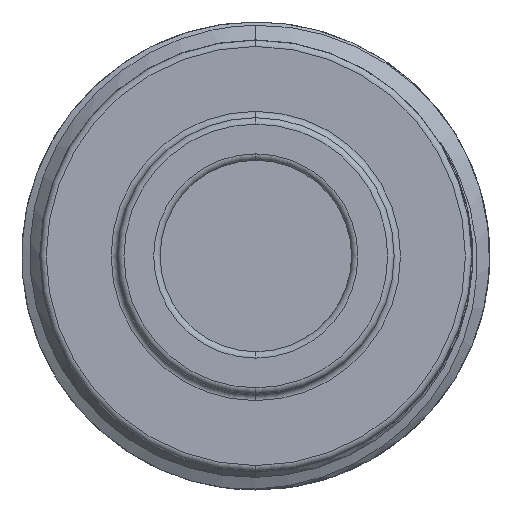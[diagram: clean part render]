
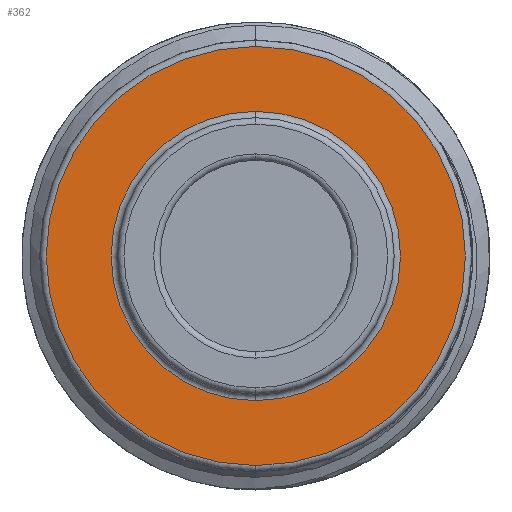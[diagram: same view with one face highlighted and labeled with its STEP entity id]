
A CAD part, front view. The second image highlights one B-rep face of the part: STEP entity #362.
In plain terms, the highlighted planar face has unit normal (0, -1, 0).
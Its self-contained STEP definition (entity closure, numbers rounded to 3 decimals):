
#101 = ORIENTED_EDGE ( 'NONE', *, *, #5637, .T. ) ;
#109 = DIRECTION ( 'NONE',  ( 0., 1., 0. ) ) ;
#277 = FACE_OUTER_BOUND ( 'NONE', #6115, .T. ) ;
#355 = CIRCLE ( 'NONE', #414, 9.85 ) ;
#362 = ADVANCED_FACE ( 'NONE', ( #6174, #277 ), #4099, .T. ) ;
#378 = DIRECTION ( 'NONE',  ( 0., 0., -1. ) ) ;
#414 = AXIS2_PLACEMENT_3D ( 'NONE', #2446, #6317, #3011 ) ;
#430 = VERTEX_POINT ( 'NONE', #6392 ) ;
#775 = DIRECTION ( 'NONE',  ( 0., 0., -1. ) ) ;
#921 = EDGE_CURVE ( 'NONE', #6244, #3006, #355, .T. ) ;
#1241 = CIRCLE ( 'NONE', #2512, 6.8 ) ;
#1354 = VERTEX_POINT ( 'NONE', #2141 ) ;
#1870 = CARTESIAN_POINT ( 'NONE',  ( 0., -32.2, 0. ) ) ;
#2141 = CARTESIAN_POINT ( 'NONE',  ( 0., -32.2, 6.8 ) ) ;
#2245 = ORIENTED_EDGE ( 'NONE', *, *, #4008, .T. ) ;
#2438 = DIRECTION ( 'NONE',  ( 0., 0., -1. ) ) ;
#2446 = CARTESIAN_POINT ( 'NONE',  ( 0., -32.2, 0. ) ) ;
#2500 = ORIENTED_EDGE ( 'NONE', *, *, #921, .T. ) ;
#2512 = AXIS2_PLACEMENT_3D ( 'NONE', #7044, #3740, #378 ) ;
#2828 = AXIS2_PLACEMENT_3D ( 'NONE', #1870, #5765, #2438 ) ;
#3006 = VERTEX_POINT ( 'NONE', #4476 ) ;
#3011 = DIRECTION ( 'NONE',  ( 0., 0., -1. ) ) ;
#3066 = AXIS2_PLACEMENT_3D ( 'NONE', #3445, #109, #4006 ) ;
#3445 = CARTESIAN_POINT ( 'NONE',  ( 0., -32.2, 0. ) ) ;
#3544 = CARTESIAN_POINT ( 'NONE',  ( 0., -32.2, 0. ) ) ;
#3740 = DIRECTION ( 'NONE',  ( 0., 1., 0. ) ) ;
#4006 = DIRECTION ( 'NONE',  ( 0., 0., -1. ) ) ;
#4008 = EDGE_CURVE ( 'NONE', #3006, #6244, #7070, .T. ) ;
#4099 = PLANE ( 'NONE',  #6659 ) ;
#4126 = DIRECTION ( 'NONE',  ( 0., -1., 0. ) ) ;
#4146 = CARTESIAN_POINT ( 'NONE',  ( 0., -32.2, -9.85 ) ) ;
#4242 = EDGE_LOOP ( 'NONE', ( #6624, #101 ) ) ;
#4476 = CARTESIAN_POINT ( 'NONE',  ( 0., -32.2, 9.85 ) ) ;
#4580 = EDGE_CURVE ( 'NONE', #430, #1354, #5691, .T. ) ;
#5637 = EDGE_CURVE ( 'NONE', #1354, #430, #1241, .T. ) ;
#5691 = CIRCLE ( 'NONE', #3066, 6.8 ) ;
#5765 = DIRECTION ( 'NONE',  ( 0., -1., 0. ) ) ;
#6115 = EDGE_LOOP ( 'NONE', ( #2500, #2245 ) ) ;
#6174 = FACE_BOUND ( 'NONE', #4242, .T. ) ;
#6244 = VERTEX_POINT ( 'NONE', #4146 ) ;
#6317 = DIRECTION ( 'NONE',  ( 0., -1., 0. ) ) ;
#6392 = CARTESIAN_POINT ( 'NONE',  ( 0., -32.2, -6.8 ) ) ;
#6624 = ORIENTED_EDGE ( 'NONE', *, *, #4580, .T. ) ;
#6659 = AXIS2_PLACEMENT_3D ( 'NONE', #3544, #4126, #775 ) ;
#7044 = CARTESIAN_POINT ( 'NONE',  ( 0., -32.2, 0. ) ) ;
#7070 = CIRCLE ( 'NONE', #2828, 9.85 ) ;
